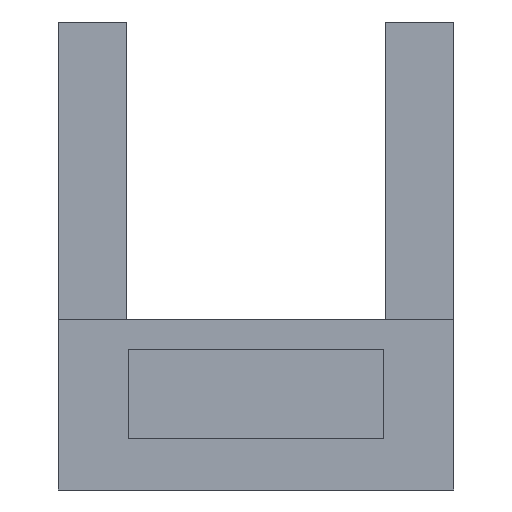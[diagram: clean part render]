
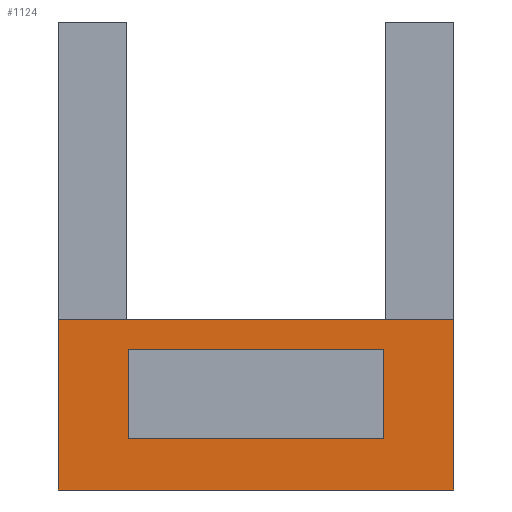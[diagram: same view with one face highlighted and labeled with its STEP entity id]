
A CAD part, left-side view. The second image highlights one B-rep face of the part: STEP entity #1124.
In plain terms, the highlighted planar face has unit normal (-1, 0, 0).
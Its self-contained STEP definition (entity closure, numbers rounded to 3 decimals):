
#29=FACE_BOUND('',#154,.T.);
#84=FACE_OUTER_BOUND('',#153,.T.);
#153=EDGE_LOOP('',(#1007,#1008,#1009,#1010));
#154=EDGE_LOOP('',(#1011,#1012,#1013,#1014));
#166=LINE('',#1473,#318);
#172=LINE('',#1484,#324);
#198=LINE('',#1537,#350);
#277=LINE('',#1690,#429);
#280=LINE('',#1697,#432);
#282=LINE('',#1700,#434);
#286=LINE('',#1710,#438);
#304=LINE('',#1747,#456);
#318=VECTOR('',#1201,10.);
#324=VECTOR('',#1209,10.);
#350=VECTOR('',#1247,10.);
#429=VECTOR('',#1368,10.);
#432=VECTOR('',#1375,10.);
#434=VECTOR('',#1379,10.);
#438=VECTOR('',#1391,10.);
#456=VECTOR('',#1435,10.);
#469=VERTEX_POINT('',#1471);
#470=VERTEX_POINT('',#1472);
#474=VERTEX_POINT('',#1482);
#494=VERTEX_POINT('',#1534);
#495=VERTEX_POINT('',#1536);
#548=VERTEX_POINT('',#1688);
#550=VERTEX_POINT('',#1696);
#552=VERTEX_POINT('',#1709);
#570=EDGE_CURVE('',#469,#470,#166,.T.);
#576=EDGE_CURVE('',#469,#474,#172,.T.);
#602=EDGE_CURVE('',#495,#494,#198,.T.);
#681=EDGE_CURVE('',#548,#494,#277,.T.);
#684=EDGE_CURVE('',#550,#470,#280,.T.);
#686=EDGE_CURVE('',#474,#550,#282,.T.);
#690=EDGE_CURVE('',#548,#552,#286,.T.);
#708=EDGE_CURVE('',#552,#495,#304,.T.);
#1007=ORIENTED_EDGE('',*,*,#602,.T.);
#1008=ORIENTED_EDGE('',*,*,#681,.F.);
#1009=ORIENTED_EDGE('',*,*,#690,.T.);
#1010=ORIENTED_EDGE('',*,*,#708,.T.);
#1011=ORIENTED_EDGE('',*,*,#684,.T.);
#1012=ORIENTED_EDGE('',*,*,#570,.F.);
#1013=ORIENTED_EDGE('',*,*,#576,.T.);
#1014=ORIENTED_EDGE('',*,*,#686,.T.);
#1069=PLANE('',#1181);
#1124=ADVANCED_FACE('',(#84,#29),#1069,.T.);
#1181=AXIS2_PLACEMENT_3D('',#1753,#1444,#1445);
#1201=DIRECTION('',(0.,0.,-1.));
#1209=DIRECTION('',(0.,-1.,0.));
#1247=DIRECTION('',(0.,0.,-1.));
#1368=DIRECTION('',(0.,1.,0.));
#1375=DIRECTION('',(0.,1.,0.));
#1379=DIRECTION('',(0.,0.,-1.));
#1391=DIRECTION('',(0.,0.,1.));
#1435=DIRECTION('',(0.,1.,0.));
#1444=DIRECTION('center_axis',(-1.,0.,0.));
#1445=DIRECTION('ref_axis',(0.,0.,1.));
#1471=CARTESIAN_POINT('',(-145.,38.25,-3.5));
#1472=CARTESIAN_POINT('',(-145.,38.25,-14.));
#1473=CARTESIAN_POINT('',(-145.,38.25,-15.75));
#1482=CARTESIAN_POINT('',(-145.,8.25,-3.5));
#1484=CARTESIAN_POINT('',(-145.,57.,-3.5));
#1534=CARTESIAN_POINT('',(-145.,46.5,-20.));
#1536=CARTESIAN_POINT('',(-145.,46.5,0.));
#1537=CARTESIAN_POINT('',(-145.,46.5,-8.75));
#1688=CARTESIAN_POINT('',(-145.,0.,-20.));
#1690=CARTESIAN_POINT('',(-145.,40.75,-20.));
#1696=CARTESIAN_POINT('',(-145.,8.25,-14.));
#1697=CARTESIAN_POINT('',(-145.,24.5,-14.));
#1700=CARTESIAN_POINT('',(-145.,8.25,-10.5));
#1709=CARTESIAN_POINT('',(-145.,0.,0.));
#1710=CARTESIAN_POINT('',(-145.,0.,-8.75));
#1747=CARTESIAN_POINT('',(-145.,40.75,0.));
#1753=CARTESIAN_POINT('Origin',(-145.,40.75,-17.5));
